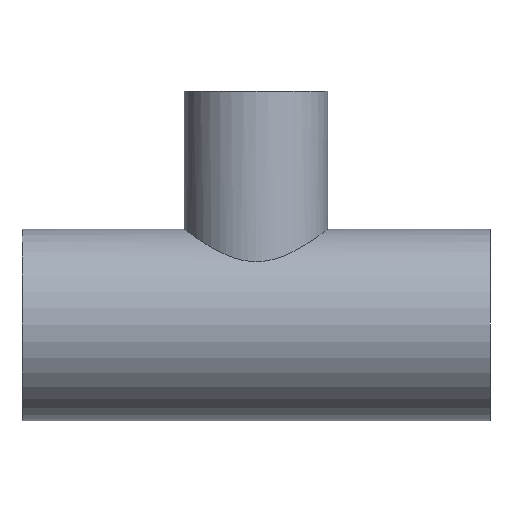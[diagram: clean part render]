
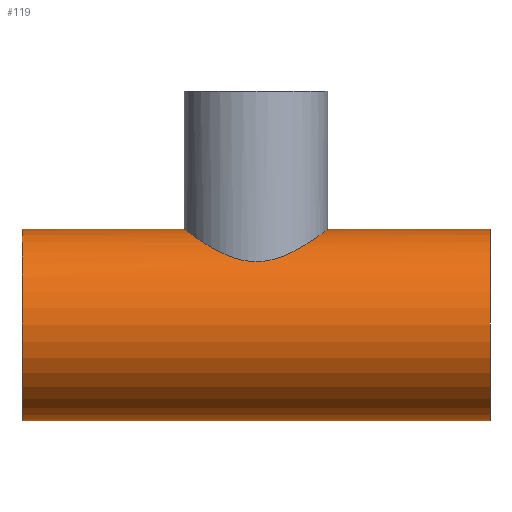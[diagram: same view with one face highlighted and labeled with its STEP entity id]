
A CAD part, front view. The second image highlights one B-rep face of the part: STEP entity #119.
In plain terms, the highlighted cylindrical face has radius 25.4 mm (diameter 50.8 mm), a full revolution.
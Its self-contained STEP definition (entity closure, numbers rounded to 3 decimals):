
#16=FACE_BOUND('',#35,.T.);
#26=FACE_OUTER_BOUND('',#34,.T.);
#34=EDGE_LOOP('',(#96,#97,#98,#99));
#35=EDGE_LOOP('',(#100,#101));
#44=B_SPLINE_CURVE_WITH_KNOTS('',3,(#269,#270,#271,#272,#273,#274,#275,
#276,#277,#278,#279,#280,#281,#282,#283,#284,#285,#286),.UNSPECIFIED.,.F.,
 .F.,(4,2,2,2,2,2,2,2,4),(0.,0.384,0.768,1.151,
1.535,1.911,2.286,2.662,3.038),
 .UNSPECIFIED.);
#45=B_SPLINE_CURVE_WITH_KNOTS('',3,(#287,#288,#289,#290,#291,#292,#293,
#294,#295,#296,#297,#298,#299,#300,#301,#302,#303,#304,#305,#306,#307,#308,
#309,#310,#311,#312,#313,#314,#315,#316,#317,#318,#319,#320,#321,#322,#323,
#324,#325,#326,#327,#328,#329,#330,#331,#332,#333,#334,#335,#336),
 .UNSPECIFIED.,.F.,.F.,(4,2,2,2,2,2,2,2,2,2,2,2,2,2,2,2,2,2,2,2,2,2,2,2,
4),(3.038,3.413,3.789,4.165,
4.541,4.924,5.308,5.692,6.076,
6.459,6.843,7.227,7.611,7.986,
8.362,8.738,9.113,9.489,9.865,
10.24,10.616,11.,11.384,11.767,
12.151),.UNSPECIFIED.);
#48=LINE('',#342,#52);
#52=VECTOR('',#174,25.4);
#56=CIRCLE('',#149,25.4);
#57=CIRCLE('',#150,25.4);
#64=VERTEX_POINT('',#266);
#65=VERTEX_POINT('',#268);
#66=VERTEX_POINT('',#339);
#67=VERTEX_POINT('',#341);
#76=EDGE_CURVE('',#65,#64,#44,.T.);
#77=EDGE_CURVE('',#64,#65,#45,.T.);
#78=EDGE_CURVE('',#66,#66,#56,.T.);
#79=EDGE_CURVE('',#66,#67,#48,.T.);
#80=EDGE_CURVE('',#67,#67,#57,.T.);
#96=ORIENTED_EDGE('',*,*,#78,.F.);
#97=ORIENTED_EDGE('',*,*,#79,.T.);
#98=ORIENTED_EDGE('',*,*,#80,.F.);
#99=ORIENTED_EDGE('',*,*,#79,.F.);
#100=ORIENTED_EDGE('',*,*,#76,.T.);
#101=ORIENTED_EDGE('',*,*,#77,.T.);
#114=CYLINDRICAL_SURFACE('',#148,25.4);
#119=ADVANCED_FACE('',(#26,#16),#114,.T.);
#148=AXIS2_PLACEMENT_3D('',#338,#170,#171);
#149=AXIS2_PLACEMENT_3D('',#340,#172,#173);
#150=AXIS2_PLACEMENT_3D('',#343,#175,#176);
#170=DIRECTION('center_axis',(1.,0.,0.));
#171=DIRECTION('ref_axis',(0.,1.,0.));
#172=DIRECTION('center_axis',(1.,0.,0.));
#173=DIRECTION('ref_axis',(0.,1.,0.));
#174=DIRECTION('',(-1.,0.,0.));
#175=DIRECTION('center_axis',(-1.,0.,0.));
#176=DIRECTION('ref_axis',(0.,1.,0.));
#266=CARTESIAN_POINT('',(-19.05,0.,25.4));
#268=CARTESIAN_POINT('',(0.,-19.05,16.801));
#269=CARTESIAN_POINT('Ctrl Pts',(0.,-19.05,16.801));
#270=CARTESIAN_POINT('Ctrl Pts',(-1.279,-19.05,16.801));
#271=CARTESIAN_POINT('Ctrl Pts',(-2.563,-18.92,16.951));
#272=CARTESIAN_POINT('Ctrl Pts',(-5.064,-18.409,17.505));
#273=CARTESIAN_POINT('Ctrl Pts',(-6.281,-18.028,17.905));
#274=CARTESIAN_POINT('Ctrl Pts',(-8.592,-17.049,18.84));
#275=CARTESIAN_POINT('Ctrl Pts',(-9.687,-16.449,19.375));
#276=CARTESIAN_POINT('Ctrl Pts',(-11.713,-15.073,20.463));
#277=CARTESIAN_POINT('Ctrl Pts',(-12.643,-14.298,21.016));
#278=CARTESIAN_POINT('Ctrl Pts',(-14.28,-12.661,22.04));
#279=CARTESIAN_POINT('Ctrl Pts',(-15.052,-11.741,22.551));
#280=CARTESIAN_POINT('Ctrl Pts',(-16.432,-9.715,23.495));
#281=CARTESIAN_POINT('Ctrl Pts',(-17.04,-8.61,23.927));
#282=CARTESIAN_POINT('Ctrl Pts',(-18.032,-6.275,24.643));
#283=CARTESIAN_POINT('Ctrl Pts',(-18.415,-5.042,24.927));
#284=CARTESIAN_POINT('Ctrl Pts',(-18.925,-2.531,25.305));
#285=CARTESIAN_POINT('Ctrl Pts',(-19.05,-1.252,25.4));
#286=CARTESIAN_POINT('Ctrl Pts',(-19.05,0.,25.4));
#287=CARTESIAN_POINT('Ctrl Pts',(-19.05,0.,25.4));
#288=CARTESIAN_POINT('Ctrl Pts',(-19.05,1.252,25.4));
#289=CARTESIAN_POINT('Ctrl Pts',(-18.925,2.531,25.305));
#290=CARTESIAN_POINT('Ctrl Pts',(-18.415,5.042,24.927));
#291=CARTESIAN_POINT('Ctrl Pts',(-18.032,6.275,24.643));
#292=CARTESIAN_POINT('Ctrl Pts',(-17.04,8.61,23.927));
#293=CARTESIAN_POINT('Ctrl Pts',(-16.432,9.715,23.495));
#294=CARTESIAN_POINT('Ctrl Pts',(-15.052,11.741,22.551));
#295=CARTESIAN_POINT('Ctrl Pts',(-14.28,12.661,22.04));
#296=CARTESIAN_POINT('Ctrl Pts',(-12.643,14.298,21.016));
#297=CARTESIAN_POINT('Ctrl Pts',(-11.713,15.073,20.463));
#298=CARTESIAN_POINT('Ctrl Pts',(-9.687,16.449,19.375));
#299=CARTESIAN_POINT('Ctrl Pts',(-8.592,17.049,18.84));
#300=CARTESIAN_POINT('Ctrl Pts',(-6.281,18.028,17.905));
#301=CARTESIAN_POINT('Ctrl Pts',(-5.064,18.409,17.505));
#302=CARTESIAN_POINT('Ctrl Pts',(-2.563,18.92,16.951));
#303=CARTESIAN_POINT('Ctrl Pts',(-1.279,19.05,16.801));
#304=CARTESIAN_POINT('Ctrl Pts',(1.279,19.05,16.801));
#305=CARTESIAN_POINT('Ctrl Pts',(2.563,18.92,16.951));
#306=CARTESIAN_POINT('Ctrl Pts',(5.064,18.409,17.505));
#307=CARTESIAN_POINT('Ctrl Pts',(6.281,18.028,17.905));
#308=CARTESIAN_POINT('Ctrl Pts',(8.592,17.049,18.84));
#309=CARTESIAN_POINT('Ctrl Pts',(9.687,16.449,19.375));
#310=CARTESIAN_POINT('Ctrl Pts',(11.713,15.073,20.463));
#311=CARTESIAN_POINT('Ctrl Pts',(12.643,14.298,21.016));
#312=CARTESIAN_POINT('Ctrl Pts',(14.28,12.661,22.04));
#313=CARTESIAN_POINT('Ctrl Pts',(15.052,11.741,22.551));
#314=CARTESIAN_POINT('Ctrl Pts',(16.432,9.715,23.495));
#315=CARTESIAN_POINT('Ctrl Pts',(17.04,8.61,23.927));
#316=CARTESIAN_POINT('Ctrl Pts',(18.032,6.275,24.643));
#317=CARTESIAN_POINT('Ctrl Pts',(18.415,5.042,24.927));
#318=CARTESIAN_POINT('Ctrl Pts',(18.925,2.531,25.305));
#319=CARTESIAN_POINT('Ctrl Pts',(19.05,1.252,25.4));
#320=CARTESIAN_POINT('Ctrl Pts',(19.05,-1.252,25.4));
#321=CARTESIAN_POINT('Ctrl Pts',(18.925,-2.531,25.305));
#322=CARTESIAN_POINT('Ctrl Pts',(18.415,-5.042,24.927));
#323=CARTESIAN_POINT('Ctrl Pts',(18.032,-6.275,24.643));
#324=CARTESIAN_POINT('Ctrl Pts',(17.04,-8.61,23.927));
#325=CARTESIAN_POINT('Ctrl Pts',(16.432,-9.715,23.495));
#326=CARTESIAN_POINT('Ctrl Pts',(15.052,-11.741,22.551));
#327=CARTESIAN_POINT('Ctrl Pts',(14.28,-12.661,22.04));
#328=CARTESIAN_POINT('Ctrl Pts',(12.643,-14.298,21.016));
#329=CARTESIAN_POINT('Ctrl Pts',(11.713,-15.073,20.463));
#330=CARTESIAN_POINT('Ctrl Pts',(9.687,-16.449,19.375));
#331=CARTESIAN_POINT('Ctrl Pts',(8.592,-17.049,18.84));
#332=CARTESIAN_POINT('Ctrl Pts',(6.281,-18.028,17.905));
#333=CARTESIAN_POINT('Ctrl Pts',(5.064,-18.409,17.505));
#334=CARTESIAN_POINT('Ctrl Pts',(2.563,-18.92,16.951));
#335=CARTESIAN_POINT('Ctrl Pts',(1.279,-19.05,16.801));
#336=CARTESIAN_POINT('Ctrl Pts',(0.,-19.05,16.801));
#338=CARTESIAN_POINT('Origin',(0.,0.,0.));
#339=CARTESIAN_POINT('',(62.,-25.4,0.));
#340=CARTESIAN_POINT('Origin',(62.,0.,0.));
#341=CARTESIAN_POINT('',(-62.,-25.4,0.));
#342=CARTESIAN_POINT('',(0.,-25.4,0.));
#343=CARTESIAN_POINT('Origin',(-62.,0.,0.));
